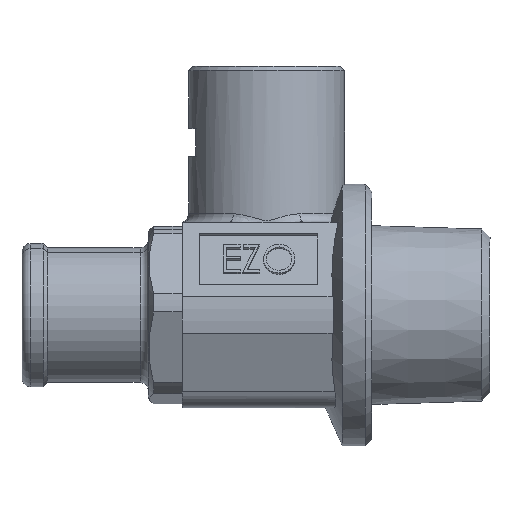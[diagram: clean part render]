
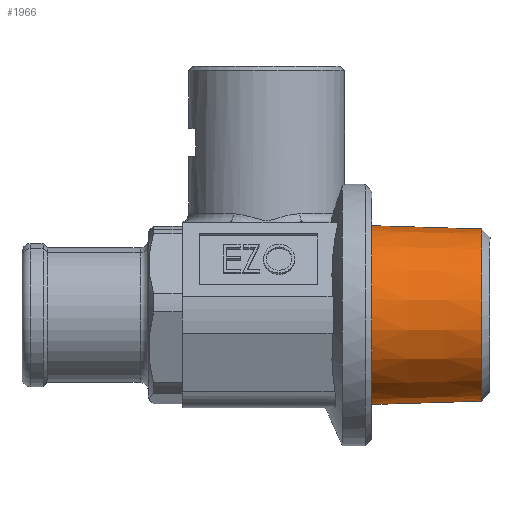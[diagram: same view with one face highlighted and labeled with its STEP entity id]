
A CAD part, top view. The second image highlights one B-rep face of the part: STEP entity #1966.
In plain terms, the highlighted conical face has half-angle 1.72 degrees and reference radius 10.6 mm.
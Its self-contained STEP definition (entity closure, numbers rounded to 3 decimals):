
#1929 = VERTEX_POINT ( 'NONE', #8322 ) ;
#1930 = ORIENTED_EDGE ( 'NONE', *, *, #1939, .T. ) ;
#1931 = ORIENTED_EDGE ( 'NONE', *, *, #1938, .T. ) ;
#1937 = EDGE_CURVE ( 'NONE', #2012, #2002, #8324, .T. ) ;
#1938 = EDGE_CURVE ( 'NONE', #2035, #2002, #8312, .T. ) ;
#1939 = EDGE_CURVE ( 'NONE', #1929, #2035, #8311, .T. ) ;
#1966 = ADVANCED_FACE ( 'NONE', ( #8475 ), #8548, .T. ) ;
#1969 = EDGE_CURVE ( 'NONE', #1929, #2012, #8359, .T. ) ;
#2002 = VERTEX_POINT ( 'NONE', #8469 ) ;
#2012 = VERTEX_POINT ( 'NONE', #8397 ) ;
#2013 = ORIENTED_EDGE ( 'NONE', *, *, #1937, .F. ) ;
#2014 = ORIENTED_EDGE ( 'NONE', *, *, #1969, .F. ) ;
#2035 = VERTEX_POINT ( 'NONE', #8584 ) ;
#2060 = EDGE_LOOP ( 'NONE', ( #1930, #1931, #2013, #2014 ) ) ;
#8188 = CARTESIAN_POINT ( 'NONE',  ( 46.73, 32.357, 0. ) ) ;
#8189 = DIRECTION ( 'NONE',  ( 0., -1., 0. ) ) ;
#8190 = DIRECTION ( 'NONE',  ( -1., 0., 0. ) ) ;
#8191 = CARTESIAN_POINT ( 'NONE',  ( 33.73, 32.357, 0. ) ) ;
#8192 = AXIS2_PLACEMENT_3D ( 'NONE', #8191, #8190, #8189 ) ;
#8194 = DIRECTION ( 'NONE',  ( 0., -1., 0. ) ) ;
#8195 = DIRECTION ( 'NONE',  ( -1., 0., 0. ) ) ;
#8198 = DIRECTION ( 'NONE',  ( -1., 0.03, 0. ) ) ;
#8311 = CIRCLE ( 'NONE', #8313, 10.21 ) ;
#8312 = LINE ( 'NONE', #8315, #8314 ) ;
#8313 = AXIS2_PLACEMENT_3D ( 'NONE', #8188, #8195, #8194 ) ;
#8314 = VECTOR ( 'NONE', #8198, 1000. ) ;
#8315 = CARTESIAN_POINT ( 'NONE',  ( 33.73, 42.957, 0. ) ) ;
#8322 = CARTESIAN_POINT ( 'NONE',  ( 46.73, 22.148, 0. ) ) ;
#8324 = CIRCLE ( 'NONE', #8192, 10.6 ) ;
#8359 = LINE ( 'NONE', #8409, #8408 ) ;
#8367 = DIRECTION ( 'NONE',  ( -1., 0., 0. ) ) ;
#8368 = CARTESIAN_POINT ( 'NONE',  ( 33.73, 32.357, 0. ) ) ;
#8397 = CARTESIAN_POINT ( 'NONE',  ( 33.73, 21.757, 0. ) ) ;
#8407 = DIRECTION ( 'NONE',  ( -1., -0.03, 0. ) ) ;
#8408 = VECTOR ( 'NONE', #8407, 1000. ) ;
#8409 = CARTESIAN_POINT ( 'NONE',  ( 33.73, 21.757, 0. ) ) ;
#8411 = DIRECTION ( 'NONE',  ( 0., -1., 0. ) ) ;
#8469 = CARTESIAN_POINT ( 'NONE',  ( 33.73, 42.957, 0. ) ) ;
#8475 = FACE_OUTER_BOUND ( 'NONE', #2060, .T. ) ;
#8527 = AXIS2_PLACEMENT_3D ( 'NONE', #8368, #8367, #8411 ) ;
#8548 = CONICAL_SURFACE ( 'NONE', #8527, 10.6, 0.03 ) ;
#8584 = CARTESIAN_POINT ( 'NONE',  ( 46.73, 42.567, 0. ) ) ;
